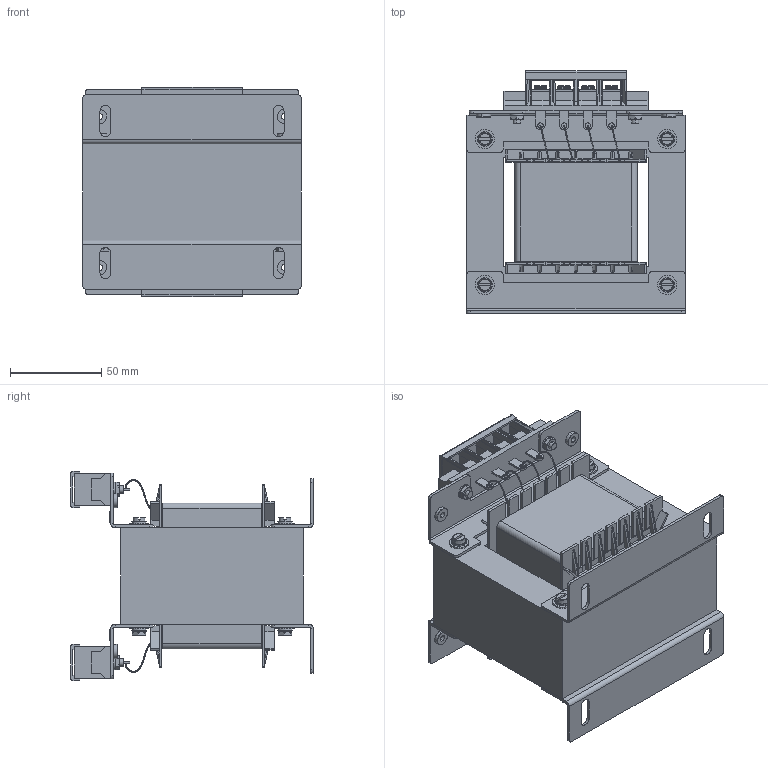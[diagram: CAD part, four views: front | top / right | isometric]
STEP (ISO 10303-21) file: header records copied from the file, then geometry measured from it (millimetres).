
FILE_DESCRIPTION (( 'STEP AP214' ), '1' );
FILE_NAME ('9605 step.STEP', '2025-04-19T12:43:13', ( 'Admin' ), ( '' ), 'SwSTEP 2.0', 'SolidWorks 2022', '' );
FILE_SCHEMA (( 'AUTOMOTIVE_DESIGN' ));
Length unit declared in the file: millimetre
Products named in the file (1): 9605 step
Bounding box: 120 x 133 x 114.83 mm (x, y, z)
Volume: 751234.7 mm3; surface area: 221615.2 mm2
Topology: 64 solids, 64 shells, 3197 faces, 8189 edges, 5146 vertices
Faces by surface type: plane 2023, cylinder 670, bspline 184, torus 176, cone 144
Entity records: 141617 total; most frequent: CARTESIAN_POINT 30183, ORIENTED_EDGE 16314, DIRECTION 14533, EDGE_CURVE 8157, VECTOR 5457, LINE 5457, VERTEX_POINT 5146, AXIS2_PLACEMENT_3D 4538
